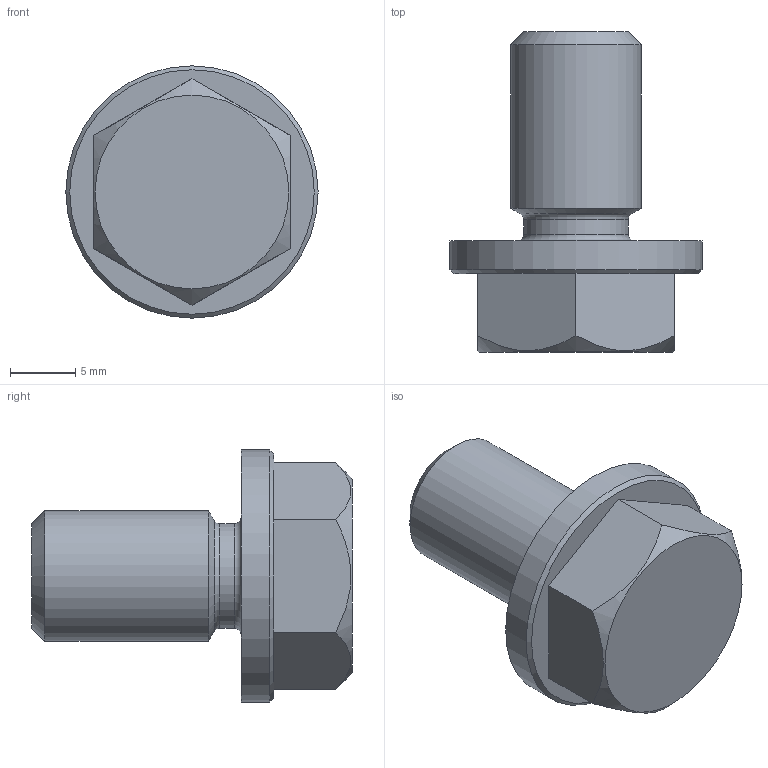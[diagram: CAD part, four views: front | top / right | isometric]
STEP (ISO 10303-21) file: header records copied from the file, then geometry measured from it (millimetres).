
FILE_DESCRIPTION(/* description */ (''),/* implementation_level */ '2;1');
FILE_NAME(/* name */ 'CAD_82901.stp',/* time_stamp */ '2018-02-13T13:10:25+01:00',/* author */ ('Hypex'),/* organization */ ('Hypex'),/* preprocessor_version */ 'ST-DEVELOPER v17',/* originating_system */ 'Autodesk Inventor 2018',/* authorisation */ '');
FILE_SCHEMA (('AUTOMOTIVE_DESIGN { 1 0 10303 214 3 1 1 }'));
Length unit declared in the file: millimetre
Products named in the file (1): CAD_82901
Bounding box: 19.3 x 24.5 x 19.3 mm (x, y, z)
Volume: 3070.5 mm3; surface area: 1528.7 mm2
Topology: 1 solids, 1 shells, 19 faces, 45 edges, 30 vertices
Faces by surface type: plane 10, cone 4, cylinder 3, torus 2
Full cylindrical faces by diameter (mm): 8 x1, 10 x1, 19.3 x1
Entity records: 609 total; most frequent: CARTESIAN_POINT 109, DIRECTION 97, ORIENTED_EDGE 90, EDGE_CURVE 45, AXIS2_PLACEMENT_3D 39, VERTEX_POINT 30, EDGE_LOOP 21, STYLED_ITEM 20
